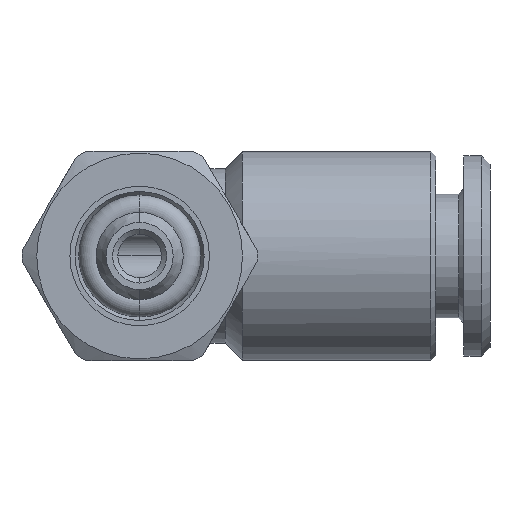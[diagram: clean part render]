
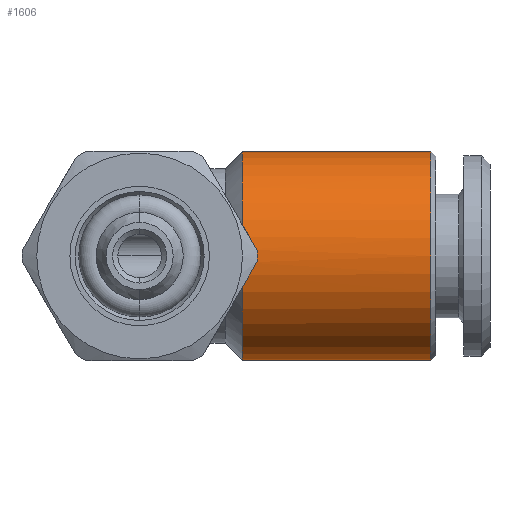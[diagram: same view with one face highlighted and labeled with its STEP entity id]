
A CAD part, front view. The second image highlights one B-rep face of the part: STEP entity #1606.
In plain terms, the highlighted cylindrical face has radius 6 mm (diameter 12 mm), a partial arc.
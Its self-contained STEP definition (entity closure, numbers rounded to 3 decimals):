
#1604 = EDGE_LOOP ( 'NONE', ( #1656, #1657, #1659, #1652, #1607, #1608 ) ) ;
#1606 = ADVANCED_FACE ( 'NONE', ( #2719 ), #2779, .T. ) ;
#1607 = ORIENTED_EDGE ( 'NONE', *, *, #2662, .T. ) ;
#1608 = ORIENTED_EDGE ( 'NONE', *, *, #2540, .F. ) ;
#1652 = ORIENTED_EDGE ( 'NONE', *, *, #1653, .F. ) ;
#1653 = EDGE_CURVE ( 'NONE', #2631, #2570, #2738, .T. ) ;
#1654 = EDGE_CURVE ( 'NONE', #2572, #2571, #2680, .T. ) ;
#1656 = ORIENTED_EDGE ( 'NONE', *, *, #2596, .F. ) ;
#1657 = ORIENTED_EDGE ( 'NONE', *, *, #1654, .T. ) ;
#1659 = ORIENTED_EDGE ( 'NONE', *, *, #2591, .T. ) ;
#2540 = EDGE_CURVE ( 'NONE', #2575, #2582, #3288, .T. ) ;
#2570 = VERTEX_POINT ( 'NONE', #3351 ) ;
#2571 = VERTEX_POINT ( 'NONE', #3361 ) ;
#2572 = VERTEX_POINT ( 'NONE', #3368 ) ;
#2575 = VERTEX_POINT ( 'NONE', #3342 ) ;
#2582 = VERTEX_POINT ( 'NONE', #3354 ) ;
#2591 = EDGE_CURVE ( 'NONE', #2571, #2570, #3359, .T. ) ;
#2596 = EDGE_CURVE ( 'NONE', #2572, #2575, #3388, .T. ) ;
#2631 = VERTEX_POINT ( 'NONE', #3441 ) ;
#2662 = EDGE_CURVE ( 'NONE', #2631, #2582, #3143, .T. ) ;
#2676 = DIRECTION ( 'NONE',  ( 0., 0., 1. ) ) ;
#2677 = DIRECTION ( 'NONE',  ( -1., 0., 0. ) ) ;
#2678 = CARTESIAN_POINT ( 'NONE',  ( 16.7, 0., 0. ) ) ;
#2679 = AXIS2_PLACEMENT_3D ( 'NONE', #2678, #2677, #2676 ) ;
#2680 = CIRCLE ( 'NONE', #2679, 6. ) ;
#2681 = DIRECTION ( 'NONE',  ( 0., 0., 1. ) ) ;
#2682 = DIRECTION ( 'NONE',  ( -1., 0., 0. ) ) ;
#2684 = DIRECTION ( 'NONE',  ( 0., 0., 1. ) ) ;
#2685 = DIRECTION ( 'NONE',  ( -1., 0., 0. ) ) ;
#2686 = CARTESIAN_POINT ( 'NONE',  ( -3.45, 0., 0. ) ) ;
#2687 = AXIS2_PLACEMENT_3D ( 'NONE', #2686, #2685, #2684 ) ;
#2719 = FACE_OUTER_BOUND ( 'NONE', #1604, .T. ) ;
#2736 = CARTESIAN_POINT ( 'NONE',  ( 5.9, 0., 0. ) ) ;
#2737 = AXIS2_PLACEMENT_3D ( 'NONE', #2736, #2682, #2681 ) ;
#2738 = CIRCLE ( 'NONE', #2737, 6. ) ;
#2779 = CYLINDRICAL_SURFACE ( 'NONE', #2687, 6. ) ;
#3143 =( BOUNDED_CURVE ( )  B_SPLINE_CURVE ( 3, ( #3166, #3169, #3171, #3167 ),
 .UNSPECIFIED., .F., .T. ) 
 B_SPLINE_CURVE_WITH_KNOTS ( ( 4, 4 ),
 ( 6.1, 6.466 ),
 .UNSPECIFIED. ) 
 CURVE ( )  GEOMETRIC_REPRESENTATION_ITEM ( )  RATIONAL_B_SPLINE_CURVE ( ( 1., 0.989, 0.989, 1. ) ) 
 REPRESENTATION_ITEM ( '' )  );
#3166 = CARTESIAN_POINT ( 'NONE',  ( 5.9, -5.9, 1.091 ) ) ;
#3167 = CARTESIAN_POINT ( 'NONE',  ( 5.9, -5.9, -1.091 ) ) ;
#3169 = CARTESIAN_POINT ( 'NONE',  ( 6.034, -6.034, 0.368 ) ) ;
#3171 = CARTESIAN_POINT ( 'NONE',  ( 6.034, -6.034, -0.368 ) ) ;
#3288 = CIRCLE ( 'NONE', #3304, 6. ) ;
#3302 = DIRECTION ( 'NONE',  ( 0., 0., 1. ) ) ;
#3303 = DIRECTION ( 'NONE',  ( -1., 0., 0. ) ) ;
#3304 = AXIS2_PLACEMENT_3D ( 'NONE', #3309, #3303, #3302 ) ;
#3309 = CARTESIAN_POINT ( 'NONE',  ( 5.9, 0., 0. ) ) ;
#3342 = CARTESIAN_POINT ( 'NONE',  ( 5.9, 0., -6. ) ) ;
#3351 = CARTESIAN_POINT ( 'NONE',  ( 5.9, 0., 6. ) ) ;
#3354 = CARTESIAN_POINT ( 'NONE',  ( 5.9, -5.9, -1.091 ) ) ;
#3356 = DIRECTION ( 'NONE',  ( -1., 0., 0. ) ) ;
#3357 = VECTOR ( 'NONE', #3356, 1000. ) ;
#3358 = CARTESIAN_POINT ( 'NONE',  ( -3.45, 0., 6. ) ) ;
#3359 = LINE ( 'NONE', #3358, #3357 ) ;
#3361 = CARTESIAN_POINT ( 'NONE',  ( 16.7, 0., 6. ) ) ;
#3368 = CARTESIAN_POINT ( 'NONE',  ( 16.7, 0., -6. ) ) ;
#3379 = CARTESIAN_POINT ( 'NONE',  ( -3.45, 0., -6. ) ) ;
#3388 = LINE ( 'NONE', #3379, #3394 ) ;
#3389 = DIRECTION ( 'NONE',  ( -1., 0., 0. ) ) ;
#3394 = VECTOR ( 'NONE', #3389, 1000. ) ;
#3441 = CARTESIAN_POINT ( 'NONE',  ( 5.9, -5.9, 1.091 ) ) ;
